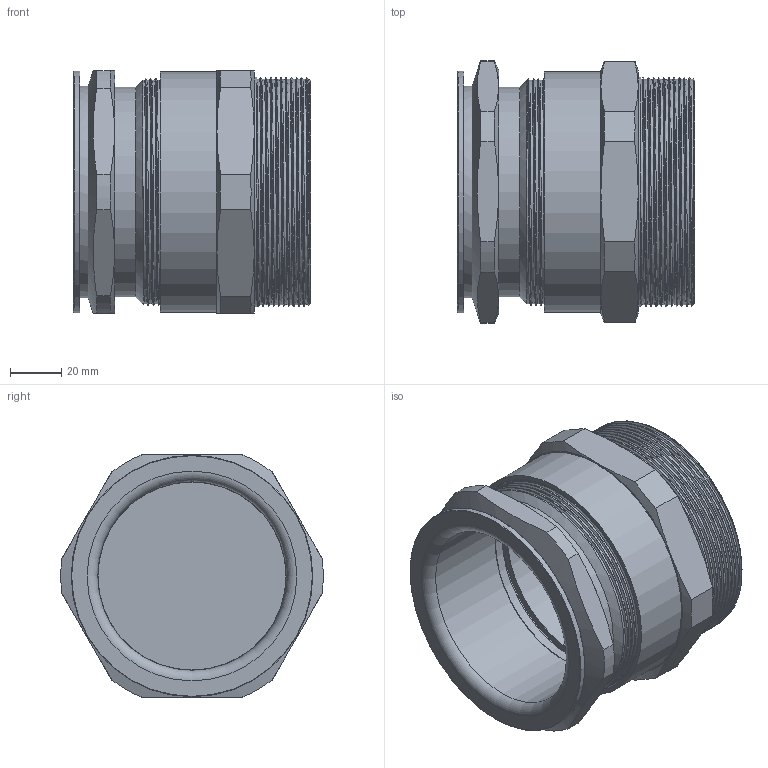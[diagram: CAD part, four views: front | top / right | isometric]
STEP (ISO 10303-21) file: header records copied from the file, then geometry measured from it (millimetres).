
FILE_DESCRIPTION(/* description */ ('ADE-1F2 M 90x2,0'),/* implementation_level */ '2;1');
FILE_NAME(/* name */ '00807594V1-RST.stp',/* time_stamp */ '2020-03-04T09:35:02+01:00',/* author */ ('sl'),/* organization */ (''),/* preprocessor_version */ 'ST-DEVELOPER v16.5',/* originating_system */ 'Autodesk Inventor 2017',/* authorisation */ '');
FILE_SCHEMA (('AUTOMOTIVE_DESIGN { 1 0 10303 214 3 1 1 }'));
Length unit declared in the file: millimetre
Products named in the file (5): 00807594V1; 00807594V1_1; 00807594V1_2; 00807594V1_3; 00807594V1_4
Assembly tree (4 placements, depth 2):
  00807594V1
    00807594V1_1
    00807594V1_2
    00807594V1_3
    00807594V1_4
Bounding box: 92.69 x 102.6 x 95 mm (x, y, z)
Volume: 204259.4 mm3; surface area: 107066.3 mm2
Topology: 4 solids, 4 shells, 134 faces, 306 edges, 193 vertices
Faces by surface type: cylinder 48, plane 41, cone 29, torus 10, bspline 6
Full cylindrical faces by diameter (mm): 73.54 x1, 73.88 x1, 74 x1, 74.06 x1, 75.74 x1, 78 x1, 79.06 x1, 82 x1, 82.7 x1, 84.4 x1, 87.5 x1, 87.67 x2, 88.5 x11, 89.7 x10, 94 x1, 94.5 x1
Entity records: 7999 total; most frequent: CARTESIAN_POINT 5757, DIRECTION 442, ORIENTED_EDGE 392, AXIS2_PLACEMENT_3D 209, EDGE_CURVE 196, EDGE_LOOP 168, VERTEX_POINT 142, FACE_OUTER_BOUND 112
